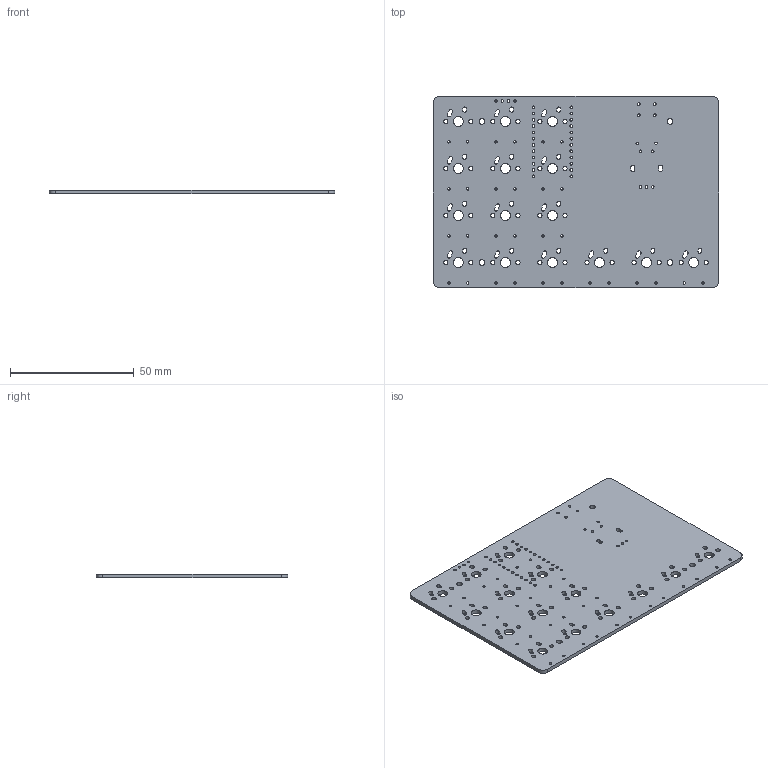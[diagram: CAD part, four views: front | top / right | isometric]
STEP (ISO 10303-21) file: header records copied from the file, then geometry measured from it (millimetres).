
FILE_DESCRIPTION(('KiCad electronic assembly'),'2;1');
FILE_NAME('taro.step','2020-09-13T21:12:37',('An Author'),('A Company'), 'Open CASCADE STEP processor 6.9','KiCad to STEP converter','Unknown' );
FILE_SCHEMA(('AUTOMOTIVE_DESIGN { 1 0 10303 214 1 1 1 1 }'));
Length unit declared in the file: millimetre
Products named in the file (2): Open CASCADE STEP translator 6.9 1; COMPOUND
Assembly tree (1 placements, depth 2):
  Open CASCADE STEP translator 6.9 1
    COMPOUND
Bounding box: 115.57 x 77.47 x 1.6 mm (x, y, z)
Volume: 13610.2 mm3; surface area: 18943.1 mm2
Topology: 1 solids, 1 shells, 256 faces, 762 edges, 508 vertices
Faces by surface type: cylinder 186, plane 70
Full cylindrical faces by diameter (mm): 0.991 x32, 1 x9, 1.092 x24, 1.1 x4, 1.702 x30, 2.3 x4, 3.988 x15
Entity records: 19331 total; most frequent: DIRECTION 3174, CARTESIAN_POINT 3052, LINE 1542, VECTOR 1542, ORIENTED_EDGE 1524, PCURVE 1524, DEFINITIONAL_REPRESENTATION 1524, EDGE_CURVE 762
